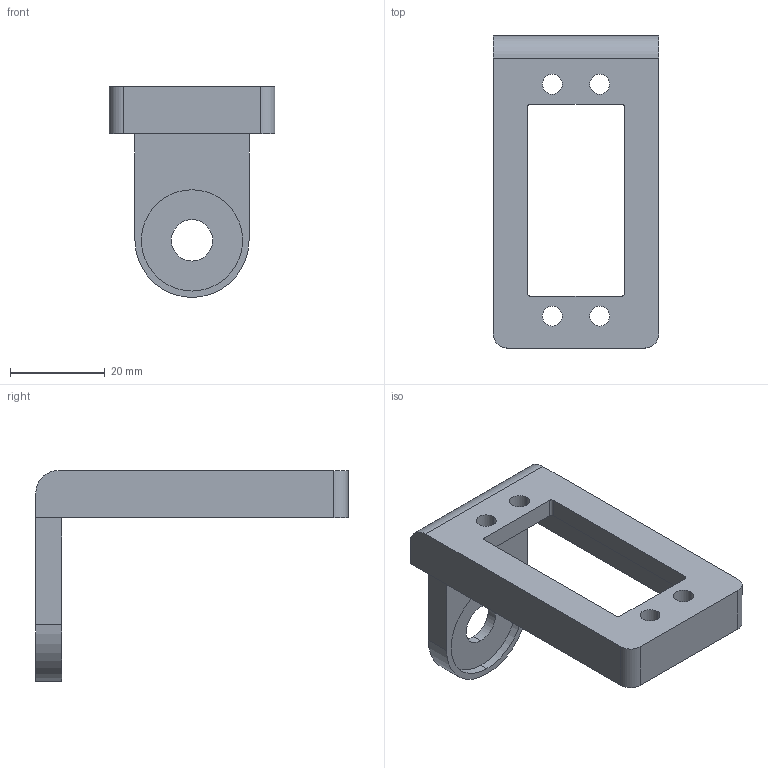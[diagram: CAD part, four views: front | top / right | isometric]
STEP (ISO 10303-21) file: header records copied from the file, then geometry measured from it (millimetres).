
FILE_DESCRIPTION (( 'STEP AP214' ), '1' );
FILE_NAME ('L-Bracket_Gripper_Rotation_SM.STEP', '2025-08-01T08:21:40', ( '' ), ( '' ), 'SwSTEP 2.0', 'SolidWorks 2022', '' );
FILE_SCHEMA (( 'AUTOMOTIVE_DESIGN' ));
Length unit declared in the file: millimetre
Products named in the file (1): L-Bracket_Gripper_Rotation_SM
Bounding box: 35 x 66 x 44.55 mm (x, y, z)
Volume: 13483.9 mm3; surface area: 8557.4 mm2
Topology: 1 solids, 1 shells, 50 faces, 133 edges, 88 vertices
Faces by surface type: cylinder 27, plane 23
Entity records: 1633 total; most frequent: DIRECTION 289, CARTESIAN_POINT 272, ORIENTED_EDGE 266, EDGE_CURVE 133, AXIS2_PLACEMENT_3D 105, VERTEX_POINT 88, LINE 79, VECTOR 79
